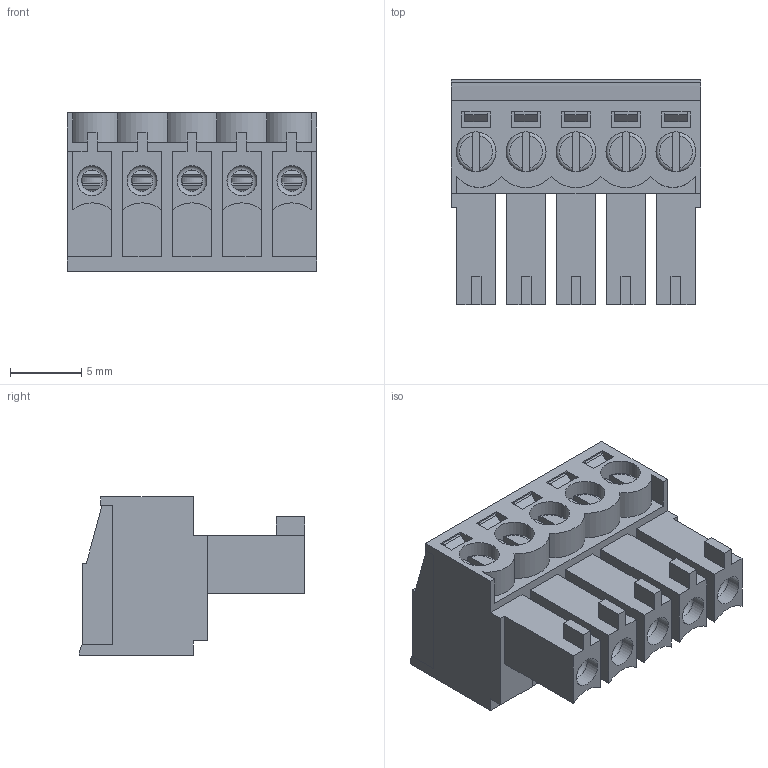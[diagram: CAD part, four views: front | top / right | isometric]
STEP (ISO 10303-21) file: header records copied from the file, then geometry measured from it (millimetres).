
FILE_DESCRIPTION( ( 'Unknown' ), '1' );
FILE_NAME( '691361100005.stp', 'Unknown', ( 'Unknown' ), ( 'Unknown' ), 'PSStep 17.0.49', 'Unknown', ' ' );
FILE_SCHEMA( ( 'AUTOMOTIVE_DESIGN { 1 0 10303 214 1 1 1 1 }' ) );
Length unit declared in the file: millimetre
Products named in the file (6): Assem1; 6913611000xx_CAGE; 6913611000xx_VIS; 6913611000xx_PIN; 691361100005_M; 691361100005
Assembly tree (17 placements, depth 2):
  Assem1
    6913611000xx_CAGE  x5
    6913611000xx_VIS  x5
    6913611000xx_PIN  x5
    691361100005_M
    691361100005
Bounding box: 17.5 x 15.8 x 11.1 mm (x, y, z)
Volume: 1290.6 mm3; surface area: 4410.7 mm2
Topology: 17 solids, 17 shells, 742 faces, 1999 edges, 1314 vertices
Faces by surface type: plane 582, cylinder 135, torus 20, cone 5
Full cylindrical faces by diameter (mm): 1.5 x5, 1.9 x15, 2.1 x5, 2.8 x10
Entity records: 17287 total; most frequent: CARTESIAN_POINT 2415, ORIENTED_EDGE 2314, DIRECTION 2185, EDGE_CURVE 1157, LINE 1041, VECTOR 1041, VERTEX_POINT 778, AXIS2_PLACEMENT_3D 572
